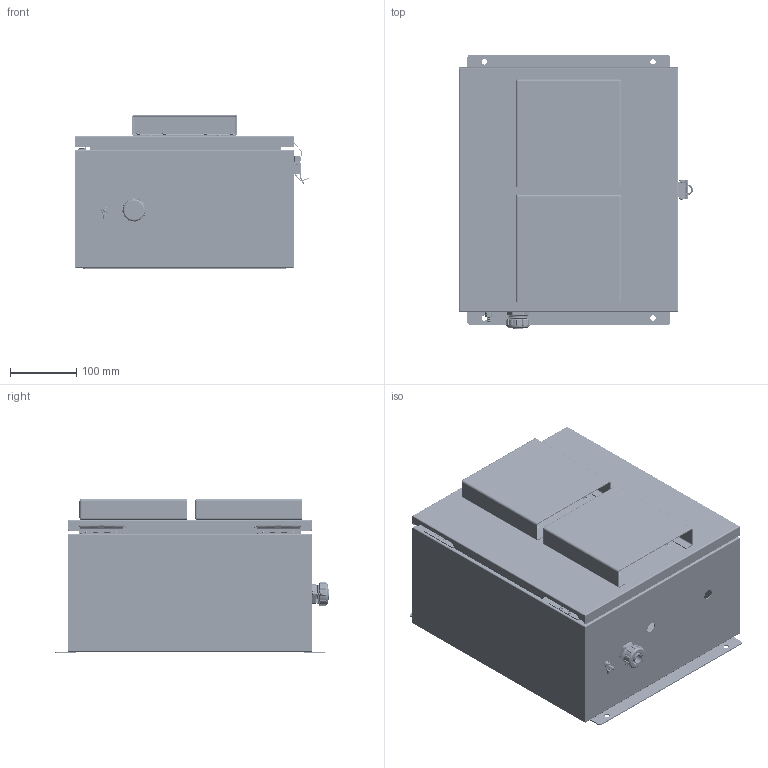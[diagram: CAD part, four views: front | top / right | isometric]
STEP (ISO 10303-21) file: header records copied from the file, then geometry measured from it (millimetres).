
FILE_DESCRIPTION (( 'STEP AP214' ), '1' );
FILE_NAME ('NBSS141207-E0V.step', '2020-03-18T19:14:04', ( '' ), ( '' ), 'SwSTEP 2.0', 'SolidWorks 2018', '' );
FILE_SCHEMA (( 'AUTOMOTIVE_DESIGN' ));
Length unit declared in the file: inch
Products named in the file (43): XMH-0001; 9912562-82-10_1; NBSS141207_box assy; MJSCVR; 97526A125_.1348 matl thk; XF797-02; 91115A288_18-8 SS FF THD HEX STDF_91115A288; NBSS_integra_hinge pin; XMH-0041; XFN-0013; NBSS_integra_gnd stud; XCTB-0002; NBSS_integra_csink wshr; NBSS_integra_fhscr_91771A830_10-32 x .62lg; RIVET_SHORT_12DIA_1; XF1056-01; XNBSS141207-02; XFN-0003; 1AM07-189; XCT-0005; RIVET_LONG_12DIA_1; 10-32 stud^NBSS141207_box assy; 1AJ09-063; XFW-0002; NBSS141207-E0V; NBSS_integra_L-com mtg flange; XFS-0026; NBSS141207_box; XFS-0059; NBSS_integra_box brkt; XC-0003_.06 panel; XFS-0032_91735A151; 1AJ09-156_.099 grip; NBSS_integra_latch; NBSS141207; NBSS141207_lid assy; NBSS_integra_box hinge; XFS-0020_91735A827; NBSS_integra_lid hinge; XFS-0017 ...
Assembly tree (98 placements, depth 6):
  NBSS141207-E0V
    XNBSS141207-02
      NBSS141207
        NBSS141207_box assy
          NBSS141207_box
          NBSS_integra_box hinge  x2
          NBSS_integra_fhscr_91771A830_10-32 x .62lg  x4
          NBSS_integra_box brkt  x2
          NBSS_integra_csink wshr  x4
          NBSS_integra_hinge pin  x2
          NBSS_integra_latch
            9912562-82-10_1
            RIVET_LONG_12DIA_1
            RIVET_SHORT_12DIA_1  x2
          NBSS_integra_gnd stud
          10-32 stud^NBSS141207_box assy
          91115A288_18-8 SS FF THD HEX STDF_91115A288  x4
          NBSS_integra_L-com mtg flange  x2
        NBSS141207_lid assy
          NBSS141207_lid
          NBSS_integra_lid hinge  x2
          NBSS_integra_gnd stud
    XC-0003_.06 panel
    XFS-0026
    1AJ09-063  x2
    XCT-0005  x2
    XFN-0003  x2
    XFW-0002  x5
    XF1056-01
    XFS-0020_91735A827  x4
    XMH-0007  x4
    XFS-0032_91735A151  x2
    XCTB-0002
    XFN-0013  x2
    XF797-02
    XFS-0017  x4
    1AM07-189
    MJSCVR  x2
    XMH-0041
    XFS-0059  x2
    XMH-0001  x2
    1AJ09-156_.099 grip  x8
    1BE04-068  x2
    97526A125_.1348 matl thk  x12
Bounding box: 352.42 x 412.75 x 232.44 mm (x, y, z)
Volume: 1357988 mm3; surface area: 1643001.9 mm2
Topology: 105 solids, 111 shells, 6046 faces, 15304 edges, 9547 vertices
Faces by surface type: cylinder 2123, plane 1884, cone 1415, torus 400, bspline 156, sphere 68
Entity records: 138041 total; most frequent: CARTESIAN_POINT 36076, ORIENTED_EDGE 17334, DIRECTION 17216, EDGE_CURVE 8671, AXIS2_PLACEMENT_3D 6346, VERTEX_POINT 5460, LINE 4524, VECTOR 4524
